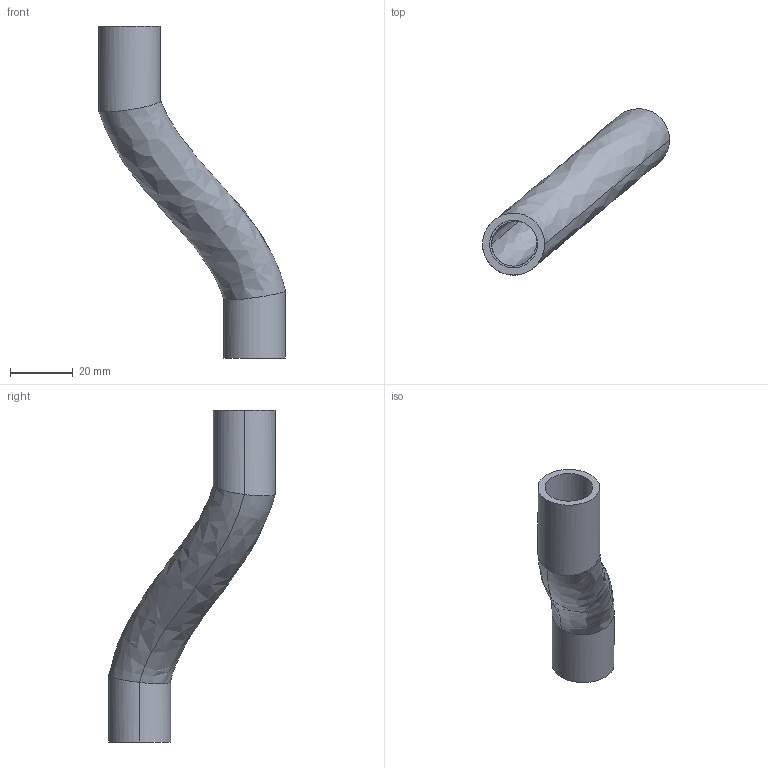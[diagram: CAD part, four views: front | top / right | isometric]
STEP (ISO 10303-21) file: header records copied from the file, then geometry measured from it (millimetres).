
FILE_DESCRIPTION (( 'STEP AP214' ), '1' );
FILE_NAME ('Marble Funnel Adapter for Acrylic Tubes.STEP', '2023-05-11T19:22:24', ( '' ), ( '' ), 'SwSTEP 2.0', 'SolidWorks 2022', '' );
FILE_SCHEMA (( 'AUTOMOTIVE_DESIGN' ));
Length unit declared in the file: inch
Products named in the file (1): Marble Funnel Adapter for Acrylic Tubes
Bounding box: 59.6 x 53.19 x 105.87 mm (x, y, z)
Volume: 18372.1 mm3; surface area: 13790.8 mm2
Topology: 1 solids, 1 shells, 20 faces, 50 edges, 33 vertices
Faces by surface type: cylinder 12, bspline 4, plane 4
Entity records: 2804 total; most frequent: CARTESIAN_POINT 2321, ORIENTED_EDGE 100, DIRECTION 79, EDGE_CURVE 50, AXIS2_PLACEMENT_3D 34, VERTEX_POINT 33, EDGE_LOOP 23, B_SPLINE_CURVE_WITH_KNOTS 22
